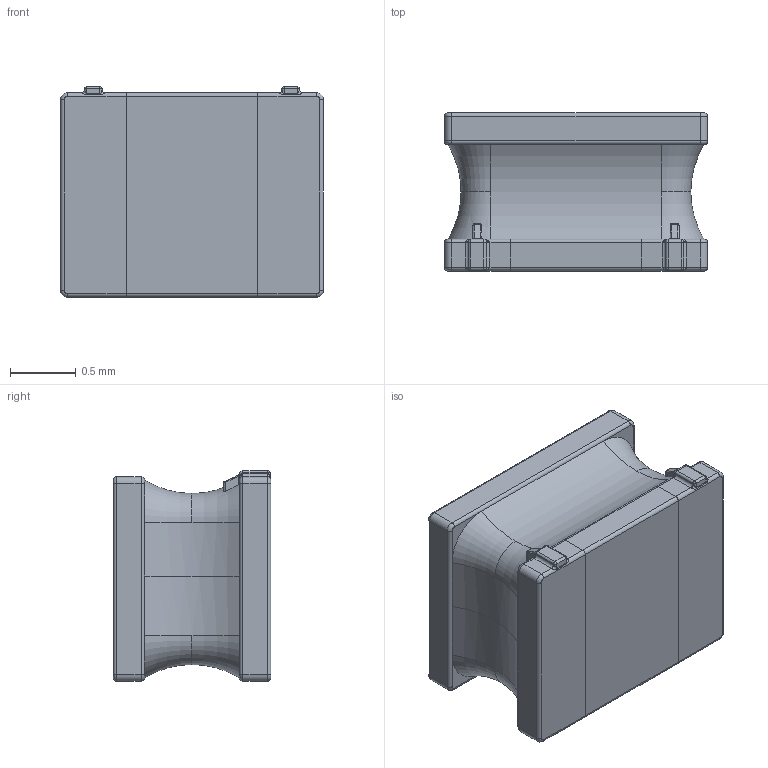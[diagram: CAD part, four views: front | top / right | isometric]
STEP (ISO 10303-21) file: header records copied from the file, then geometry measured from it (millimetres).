
FILE_DESCRIPTION (( 'STEP AP214' ), '1' );
FILE_NAME ('VLS201612HBX-100M-1.STEP', '2022-03-04T03:00:33', ( '' ), ( '' ), 'SwSTEP 2.0', 'SolidWorks 2017', '' );
FILE_SCHEMA (( 'AUTOMOTIVE_DESIGN' ));
Length unit declared in the file: millimetre
Products named in the file (1): VLS201612HBX-100M-1
Bounding box: 2 x 1.2 x 1.6 mm (x, y, z)
Volume: 3.2 mm3; surface area: 19.8 mm2
Topology: 34 solids, 34 shells, 440 faces, 905 edges, 558 vertices
Faces by surface type: cylinder 211, plane 161, torus 44, bspline 24
Entity records: 12950 total; most frequent: CARTESIAN_POINT 3153, DIRECTION 2128, ORIENTED_EDGE 1802, EDGE_CURVE 901, AXIS2_PLACEMENT_3D 882, VERTEX_POINT 558, EDGE_LOOP 469, CIRCLE 465
